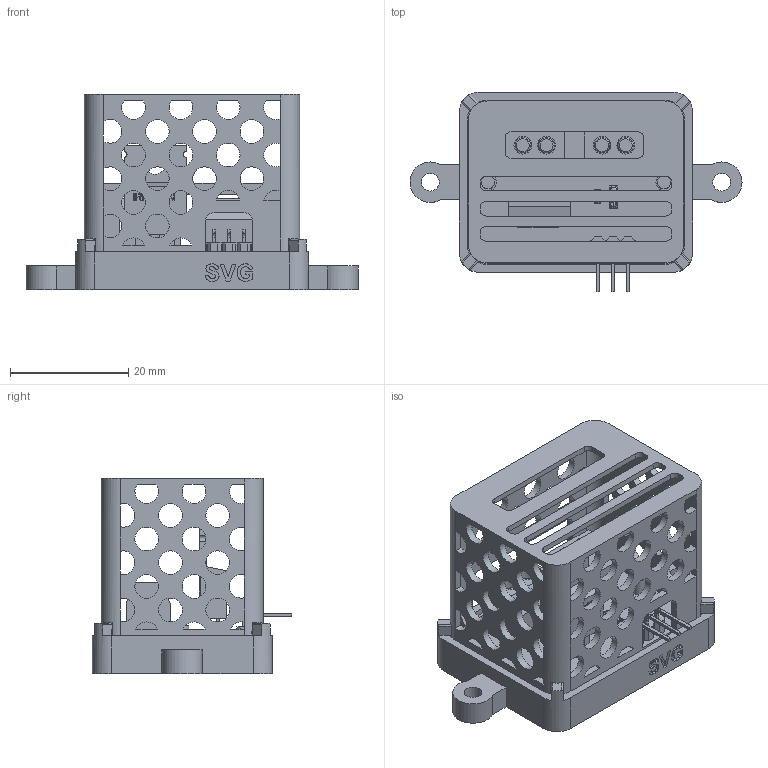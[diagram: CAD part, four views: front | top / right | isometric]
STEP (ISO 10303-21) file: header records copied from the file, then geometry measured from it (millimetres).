
FILE_DESCRIPTION(/* description */ (''),/* implementation_level */ '2;1');
FILE_NAME(/* name */ 'IRF520 Module Case v1.step',/* time_stamp */ '2020-02-14T00:22:50-05:00',/* author */ (''),/* organization */ (''),/* preprocessor_version */ 'ST-DEVELOPER v18',/* originating_system */ 'Autodesk Translation Framework v8.12.0.6',/* authorisation */ '');
FILE_SCHEMA (('AUTOMOTIVE_DESIGN { 1 0 10303 214 3 1 1 }'));
Length unit declared in the file: millimetre
Products named in the file (26): IRF520 Module Case; IRF520N; ______________6_AF0; CONECTOR_2X_AF0_ASM; CONEC1_AF0; CONEC2_AF0; CONECTOR_2X_AF1_ASM; CONEC1_AF1; CONEC2_AF1; CONEC3; CONEC4; CONEC5; CONEC6; CONEC7; CONEC8; CONEC9; IRF520_AF0_ASM; IRF3808_1_AF0_ASM; IRF3808_1_1_AF0; IRF3808_1_2_AF0; IRF3808_2_AF0; IRF3808_3; IRF3808_4; LED; 603_RESISTOR; CASE
Assembly tree (32 placements, depth 4):
  IRF520 Module Case
    IRF520N
    ______________6_AF0
    CONECTOR_2X_AF0_ASM
      CONEC1_AF0
      CONEC2_AF0
      CONEC3
      CONEC4
      CONEC5
      CONEC6
      CONEC7
      CONEC8
      CONEC9
    CONECTOR_2X_AF1_ASM
      CONEC1_AF1
      CONEC2_AF1
      CONEC3
      CONEC4
      CONEC5
      CONEC6
      CONEC7
      CONEC8
      CONEC9
    IRF520_AF0_ASM
      IRF3808_1_AF0_ASM
        IRF3808_1_1_AF0
        IRF3808_1_2_AF0
      IRF3808_2_AF0
      IRF3808_3
      IRF3808_4
    LED
    603_RESISTOR
    CASE
Bounding box: 56.13 x 33.71 x 33 mm (x, y, z)
Volume: 8829.9 mm3; surface area: 16353.8 mm2
Topology: 29 solids, 31 shells, 1112 faces, 3181 edges, 2074 vertices
Faces by surface type: plane 806, cylinder 216, bspline 73, torus 10, cone 4, sphere 3
Full cylindrical faces by diameter (mm): 0.5 x1, 1 x7, 1.2 x3, 2 x4, 2.25 x2, 2.6 x4, 3 x8, 3.5 x1, 4 x40
Entity records: 37397 total; most frequent: CARTESIAN_POINT 8979, ORIENTED_EDGE 5894, DIRECTION 5316, EDGE_CURVE 2979, LINE 2250, VECTOR 2250, VERTEX_POINT 1939, AXIS2_PLACEMENT_3D 1533
